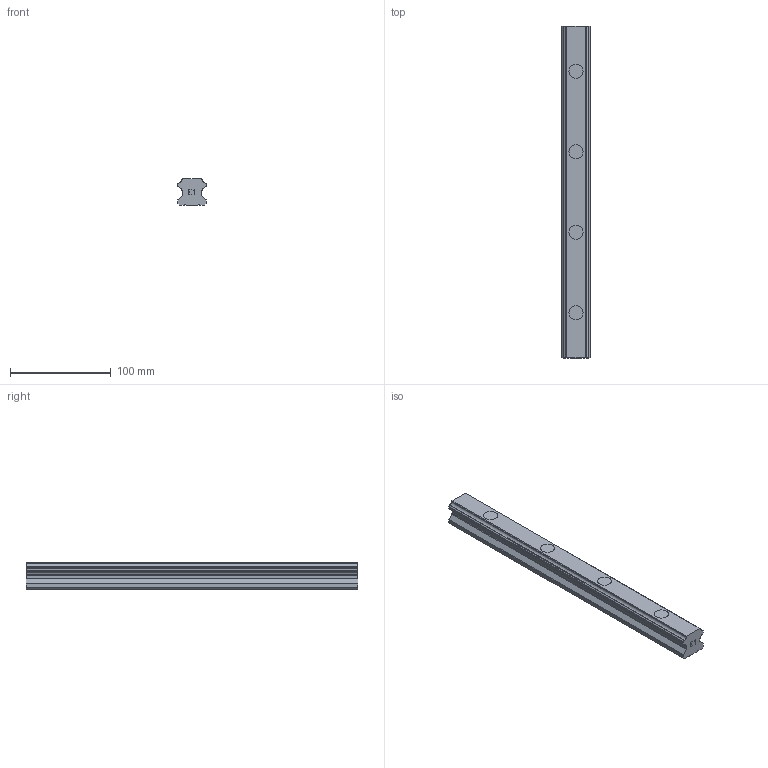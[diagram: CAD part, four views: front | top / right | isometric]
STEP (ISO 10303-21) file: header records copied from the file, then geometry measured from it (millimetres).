
FILE_DESCRIPTION(('STEP AP214'),'1');
FILE_NAME('cctmp_E131107D-2C74-47D3-B75D-0CA0D1AB92AE_2020_6_30_8_47_57_296..stp','2020-06-30T06:47:57',('HIWIN GmbH'),('CADClick - www.CADClick.com'),'Spatial InterOp 3D',' ','unknown authorization');
FILE_SCHEMA(('AUTOMOTIVE_DESIGN'));
Length unit declared in the file: millimetre
Products named in the file (1): HGR30R330H_FILE
Bounding box: 28 x 330 x 26 mm (x, y, z)
Volume: 192320.3 mm3; surface area: 41849.8 mm2
Topology: 1 solids, 1 shells, 151 faces, 399 edges, 266 vertices
Faces by surface type: plane 105, cylinder 46
Entity records: 5897 total; most frequent: CARTESIAN_POINT 817, ORIENTED_EDGE 798, DIRECTION 795, EDGE_CURVE 399, LINE 307, VECTOR 307, VERTEX_POINT 266, AXIS2_PLACEMENT_3D 244
